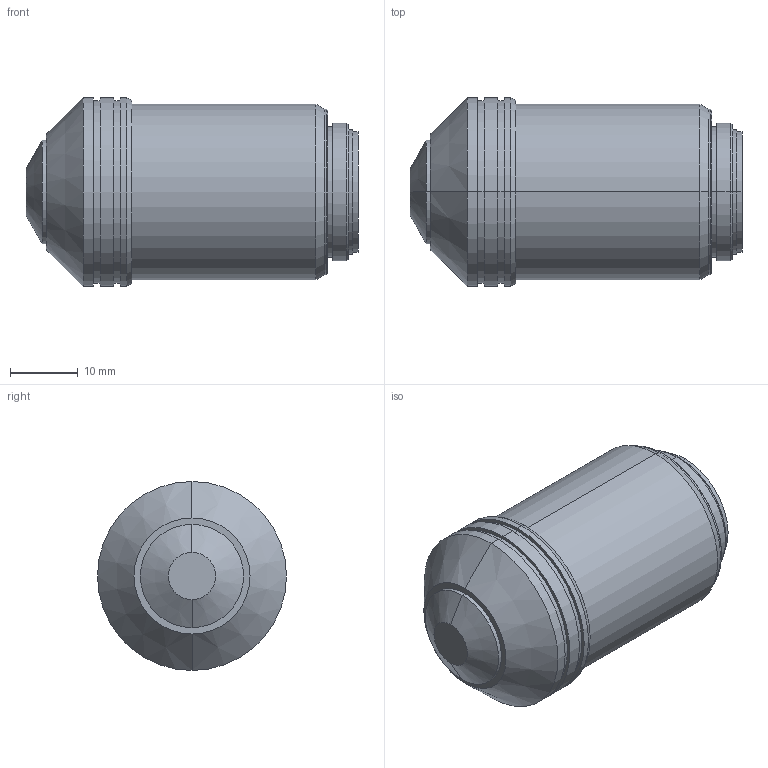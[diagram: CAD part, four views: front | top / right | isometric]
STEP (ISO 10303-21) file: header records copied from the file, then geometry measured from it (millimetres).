
FILE_DESCRIPTION (( 'STEP AP203' ), '1' );
FILE_NAME ('Web Model 86823_86823.step', '2018-11-15T18:59:30', ( '' ), ( '' ), 'SwSTEP 2.0', 'SolidWorks 2016', '' );
FILE_SCHEMA (( 'CONFIG_CONTROL_DESIGN' ));
Length unit declared in the file: millimetre
Products named in the file (1): Web Model 86823_86823
Bounding box: 49.19 x 28 x 28 mm (x, y, z)
Volume: 23606.8 mm3; surface area: 4856.6 mm2
Topology: 1 solids, 1 shells, 48 faces, 94 edges, 58 vertices
Faces by surface type: cylinder 24, cone 12, plane 12
Entity records: 1321 total; most frequent: DIRECTION 250, CARTESIAN_POINT 201, ORIENTED_EDGE 188, AXIS2_PLACEMENT_3D 107, EDGE_CURVE 94, VERTEX_POINT 58, EDGE_LOOP 58, CIRCLE 58
